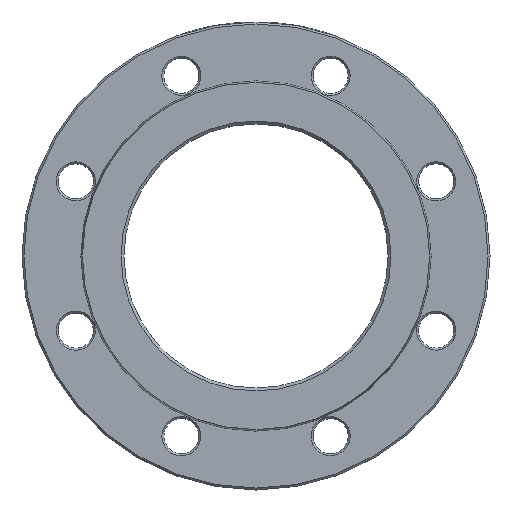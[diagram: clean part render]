
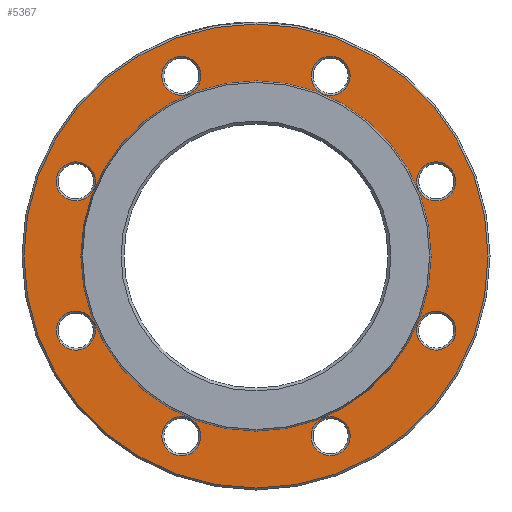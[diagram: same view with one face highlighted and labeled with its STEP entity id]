
A CAD part, left-side view. The second image highlights one B-rep face of the part: STEP entity #5367.
In plain terms, the highlighted planar face has unit normal (-1, 0, 0).
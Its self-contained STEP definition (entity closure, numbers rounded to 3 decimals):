
#2 = ORIENTED_EDGE ( 'NONE', *, *, #944, .F. ) ;
#96 = VERTEX_POINT ( 'NONE', #986 ) ;
#130 = CARTESIAN_POINT ( 'NONE',  ( 3., -38.268, 92.388 ) ) ;
#253 = CARTESIAN_POINT ( 'NONE',  ( 3., 89.804, 0. ) ) ;
#290 = AXIS2_PLACEMENT_3D ( 'NONE', #4659, #6304, #5226 ) ;
#295 = CARTESIAN_POINT ( 'NONE',  ( 3., -92.388, -38.268 ) ) ;
#347 = DIRECTION ( 'NONE',  ( 0., 0.707, -0.707 ) ) ;
#369 = CARTESIAN_POINT ( 'NONE',  ( 3., 38.268, -92.388 ) ) ;
#464 = AXIS2_PLACEMENT_3D ( 'NONE', #130, #669, #2186 ) ;
#471 = VERTEX_POINT ( 'NONE', #2691 ) ;
#548 = DIRECTION ( 'NONE',  ( -1., 0., 0. ) ) ;
#604 = ORIENTED_EDGE ( 'NONE', *, *, #5221, .T. ) ;
#669 = DIRECTION ( 'NONE',  ( 1., 0., 0. ) ) ;
#724 = FACE_BOUND ( 'NONE', #756, .T. ) ;
#735 = CARTESIAN_POINT ( 'NONE',  ( 3., -85.317, 45.339 ) ) ;
#756 = EDGE_LOOP ( 'NONE', ( #4152 ) ) ;
#796 = CIRCLE ( 'NONE', #464, 10. ) ;
#822 = EDGE_CURVE ( 'NONE', #1707, #1707, #4150, .T. ) ;
#852 = DIRECTION ( 'NONE',  ( 1., 0., 0. ) ) ;
#912 = CARTESIAN_POINT ( 'NONE',  ( 3., -92.388, 38.268 ) ) ;
#944 = EDGE_CURVE ( 'NONE', #96, #96, #5021, .T. ) ;
#986 = CARTESIAN_POINT ( 'NONE',  ( 3., 0., 89.804 ) ) ;
#1041 = DIRECTION ( 'NONE',  ( 1., 0., 0. ) ) ;
#1103 = CIRCLE ( 'NONE', #4660, 10. ) ;
#1197 = DIRECTION ( 'NONE',  ( 1., 0., 0. ) ) ;
#1226 = EDGE_CURVE ( 'NONE', #471, #471, #6420, .T. ) ;
#1245 = AXIS2_PLACEMENT_3D ( 'NONE', #4593, #6645, #2023 ) ;
#1342 = AXIS2_PLACEMENT_3D ( 'NONE', #295, #6591, #3995 ) ;
#1377 = VERTEX_POINT ( 'NONE', #735 ) ;
#1418 = EDGE_LOOP ( 'NONE', ( #3136 ) ) ;
#1563 = CARTESIAN_POINT ( 'NONE',  ( 3., 0., 0. ) ) ;
#1656 = AXIS2_PLACEMENT_3D ( 'NONE', #912, #3910, #4005 ) ;
#1707 = VERTEX_POINT ( 'NONE', #3769 ) ;
#1731 = PLANE ( 'NONE',  #4474 ) ;
#1785 = CARTESIAN_POINT ( 'NONE',  ( 3., 0., 0. ) ) ;
#1815 = CARTESIAN_POINT ( 'NONE',  ( 3., -45.339, -85.317 ) ) ;
#1826 = ORIENTED_EDGE ( 'NONE', *, *, #1226, .T. ) ;
#1882 = VERTEX_POINT ( 'NONE', #4421 ) ;
#1883 = CIRCLE ( 'NONE', #5862, 10. ) ;
#2023 = DIRECTION ( 'NONE',  ( 0., -0.707, -0.707 ) ) ;
#2088 = CIRCLE ( 'NONE', #1656, 10. ) ;
#2109 = ORIENTED_EDGE ( 'NONE', *, *, #822, .T. ) ;
#2186 = DIRECTION ( 'NONE',  ( 0., 1., 0. ) ) ;
#2273 = DIRECTION ( 'NONE',  ( 0., 0., -1. ) ) ;
#2284 = VERTEX_POINT ( 'NONE', #1815 ) ;
#2323 = VERTEX_POINT ( 'NONE', #4819 ) ;
#2343 = CIRCLE ( 'NONE', #290, 10. ) ;
#2524 = DIRECTION ( 'NONE',  ( -1., 0., 0. ) ) ;
#2677 = FACE_BOUND ( 'NONE', #5333, .T. ) ;
#2691 = CARTESIAN_POINT ( 'NONE',  ( 3., 45.339, 85.317 ) ) ;
#2758 = AXIS2_PLACEMENT_3D ( 'NONE', #1563, #548, #3719 ) ;
#2780 = FACE_BOUND ( 'NONE', #6168, .T. ) ;
#2982 = CIRCLE ( 'NONE', #6433, 119. ) ;
#3006 = EDGE_LOOP ( 'NONE', ( #3931 ) ) ;
#3136 = ORIENTED_EDGE ( 'NONE', *, *, #3879, .T. ) ;
#3295 = CARTESIAN_POINT ( 'NONE',  ( 3., 92.388, 28.268 ) ) ;
#3307 = EDGE_CURVE ( 'NONE', #2284, #2284, #2343, .T. ) ;
#3320 = FACE_BOUND ( 'NONE', #3812, .T. ) ;
#3369 = VERTEX_POINT ( 'NONE', #3295 ) ;
#3496 = EDGE_CURVE ( 'NONE', #1882, #1882, #2982, .T. ) ;
#3719 = DIRECTION ( 'NONE',  ( 0., 0., 1. ) ) ;
#3756 = FACE_BOUND ( 'NONE', #1418, .T. ) ;
#3769 = CARTESIAN_POINT ( 'NONE',  ( 3., 85.317, -45.339 ) ) ;
#3800 = CARTESIAN_POINT ( 'NONE',  ( 3., -92.388, -28.268 ) ) ;
#3812 = EDGE_LOOP ( 'NONE', ( #2 ) ) ;
#3879 = EDGE_CURVE ( 'NONE', #3369, #3369, #1103, .T. ) ;
#3910 = DIRECTION ( 'NONE',  ( 1., 0., 0. ) ) ;
#3931 = ORIENTED_EDGE ( 'NONE', *, *, #4961, .T. ) ;
#3995 = DIRECTION ( 'NONE',  ( 0., 0., 1. ) ) ;
#4005 = DIRECTION ( 'NONE',  ( 0., 0.707, 0.707 ) ) ;
#4036 = EDGE_LOOP ( 'NONE', ( #4881 ) ) ;
#4150 = CIRCLE ( 'NONE', #1245, 10. ) ;
#4152 = ORIENTED_EDGE ( 'NONE', *, *, #4873, .T. ) ;
#4249 = CIRCLE ( 'NONE', #1342, 10. ) ;
#4421 = CARTESIAN_POINT ( 'NONE',  ( 3., 0., -119. ) ) ;
#4474 = AXIS2_PLACEMENT_3D ( 'NONE', #253, #1197, #2273 ) ;
#4536 = EDGE_CURVE ( 'NONE', #2323, #2323, #796, .T. ) ;
#4593 = CARTESIAN_POINT ( 'NONE',  ( 3., 92.388, -38.268 ) ) ;
#4659 = CARTESIAN_POINT ( 'NONE',  ( 3., -38.268, -92.388 ) ) ;
#4660 = AXIS2_PLACEMENT_3D ( 'NONE', #6061, #5113, #6003 ) ;
#4819 = CARTESIAN_POINT ( 'NONE',  ( 3., -28.268, 92.388 ) ) ;
#4873 = EDGE_CURVE ( 'NONE', #1377, #1377, #2088, .T. ) ;
#4881 = ORIENTED_EDGE ( 'NONE', *, *, #3496, .T. ) ;
#4961 = EDGE_CURVE ( 'NONE', #5897, #5897, #1883, .T. ) ;
#5015 = EDGE_LOOP ( 'NONE', ( #604 ) ) ;
#5021 = CIRCLE ( 'NONE', #2758, 89.804 ) ;
#5113 = DIRECTION ( 'NONE',  ( 1., 0., 0. ) ) ;
#5221 = EDGE_CURVE ( 'NONE', #5459, #5459, #4249, .T. ) ;
#5226 = DIRECTION ( 'NONE',  ( 0., -0.707, 0.707 ) ) ;
#5254 = EDGE_LOOP ( 'NONE', ( #6562 ) ) ;
#5333 = EDGE_LOOP ( 'NONE', ( #5369 ) ) ;
#5342 = FACE_BOUND ( 'NONE', #5015, .T. ) ;
#5348 = EDGE_LOOP ( 'NONE', ( #2109 ) ) ;
#5367 = ADVANCED_FACE ( 'NONE', ( #6353, #5379, #6390, #5342, #724, #2677, #2780, #3756, #5846, #3320 ), #1731, .F. ) ;
#5369 = ORIENTED_EDGE ( 'NONE', *, *, #4536, .T. ) ;
#5379 = FACE_BOUND ( 'NONE', #3006, .T. ) ;
#5459 = VERTEX_POINT ( 'NONE', #3800 ) ;
#5689 = DIRECTION ( 'NONE',  ( 0., -1., 0. ) ) ;
#5846 = FACE_OUTER_BOUND ( 'NONE', #4036, .T. ) ;
#5862 = AXIS2_PLACEMENT_3D ( 'NONE', #369, #1041, #5689 ) ;
#5897 = VERTEX_POINT ( 'NONE', #6402 ) ;
#5982 = CARTESIAN_POINT ( 'NONE',  ( 3., 38.268, 92.388 ) ) ;
#6003 = DIRECTION ( 'NONE',  ( 0., 0., -1. ) ) ;
#6061 = CARTESIAN_POINT ( 'NONE',  ( 3., 92.388, 38.268 ) ) ;
#6168 = EDGE_LOOP ( 'NONE', ( #1826 ) ) ;
#6207 = AXIS2_PLACEMENT_3D ( 'NONE', #5982, #852, #347 ) ;
#6304 = DIRECTION ( 'NONE',  ( 1., 0., 0. ) ) ;
#6353 = FACE_BOUND ( 'NONE', #5348, .T. ) ;
#6390 = FACE_BOUND ( 'NONE', #5254, .T. ) ;
#6402 = CARTESIAN_POINT ( 'NONE',  ( 3., 28.268, -92.388 ) ) ;
#6420 = CIRCLE ( 'NONE', #6207, 10. ) ;
#6433 = AXIS2_PLACEMENT_3D ( 'NONE', #1785, #2524, #6636 ) ;
#6562 = ORIENTED_EDGE ( 'NONE', *, *, #3307, .T. ) ;
#6591 = DIRECTION ( 'NONE',  ( 1., 0., 0. ) ) ;
#6636 = DIRECTION ( 'NONE',  ( 0., 0., -1. ) ) ;
#6645 = DIRECTION ( 'NONE',  ( 1., 0., 0. ) ) ;
